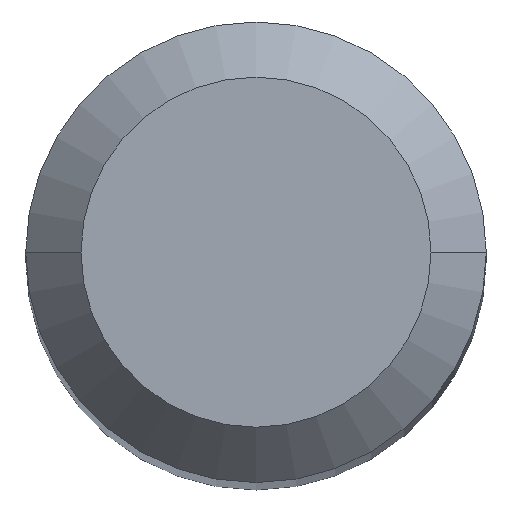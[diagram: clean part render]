
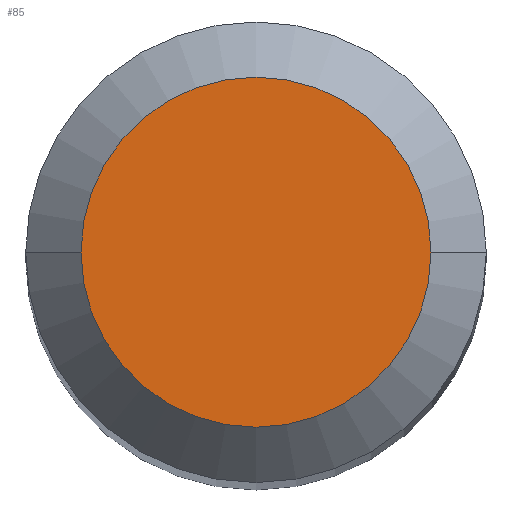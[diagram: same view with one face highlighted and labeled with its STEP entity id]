
A CAD part, top view. The second image highlights one B-rep face of the part: STEP entity #85.
In plain terms, the highlighted planar face has unit normal (0, 0, 1).
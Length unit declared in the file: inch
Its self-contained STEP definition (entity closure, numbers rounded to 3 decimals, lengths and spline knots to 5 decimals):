
#1 = EDGE_LOOP ( 'NONE', ( #69, #285 ) ) ;
#3 = EDGE_CURVE ( 'NONE', #123, #246, #6, .T. ) ;
#6 = CIRCLE ( 'NONE', #257, 0.0475 ) ;
#25 = PLANE ( 'NONE',  #218 ) ;
#69 = ORIENTED_EDGE ( 'NONE', *, *, #264, .T. ) ;
#79 = CIRCLE ( 'NONE', #121, 0.0475 ) ;
#85 = ADVANCED_FACE ( 'NONE', ( #122 ), #25, .T. ) ;
#89 = DIRECTION ( 'NONE',  ( 1., 0., 0. ) ) ;
#113 = DIRECTION ( 'NONE',  ( 0., 0., 1. ) ) ;
#121 = AXIS2_PLACEMENT_3D ( 'NONE', #256, #113, #89 ) ;
#122 = FACE_OUTER_BOUND ( 'NONE', #1, .T. ) ;
#123 = VERTEX_POINT ( 'NONE', #158 ) ;
#142 = CARTESIAN_POINT ( 'NONE',  ( -0.0475, 0., 1.5 ) ) ;
#158 = CARTESIAN_POINT ( 'NONE',  ( 0.0475, 0., 1.5 ) ) ;
#174 = DIRECTION ( 'NONE',  ( 0., 0., 1. ) ) ;
#199 = DIRECTION ( 'NONE',  ( 0., 0., 1. ) ) ;
#218 = AXIS2_PLACEMENT_3D ( 'NONE', #266, #199, #262 ) ;
#226 = DIRECTION ( 'NONE',  ( 1., 0., 0. ) ) ;
#246 = VERTEX_POINT ( 'NONE', #142 ) ;
#256 = CARTESIAN_POINT ( 'NONE',  ( 0., 0., 1.5 ) ) ;
#257 = AXIS2_PLACEMENT_3D ( 'NONE', #292, #174, #226 ) ;
#262 = DIRECTION ( 'NONE',  ( 1., 0., 0. ) ) ;
#264 = EDGE_CURVE ( 'NONE', #246, #123, #79, .T. ) ;
#266 = CARTESIAN_POINT ( 'NONE',  ( 0., 0., 1.5 ) ) ;
#285 = ORIENTED_EDGE ( 'NONE', *, *, #3, .T. ) ;
#292 = CARTESIAN_POINT ( 'NONE',  ( 0., 0., 1.5 ) ) ;
